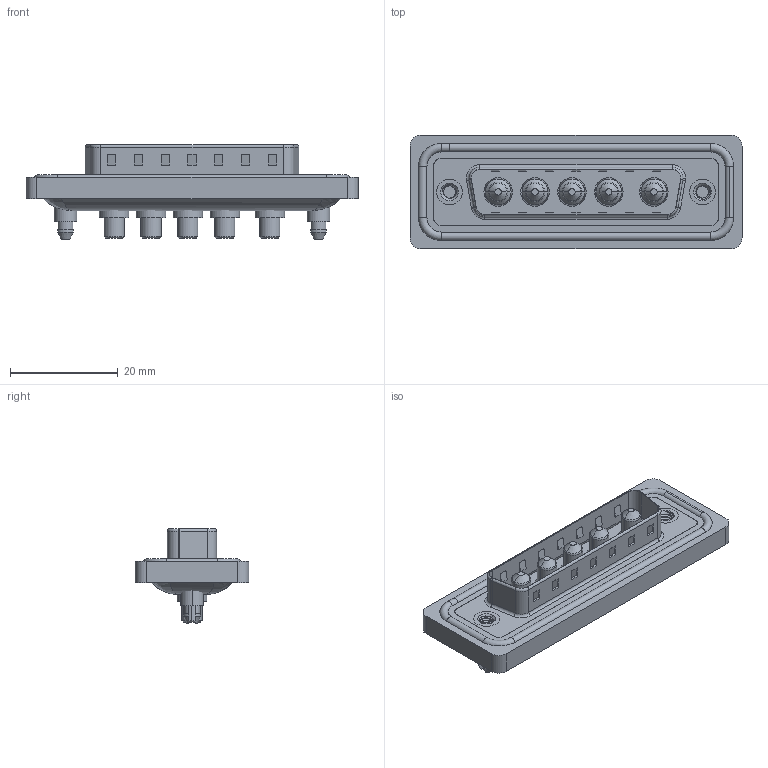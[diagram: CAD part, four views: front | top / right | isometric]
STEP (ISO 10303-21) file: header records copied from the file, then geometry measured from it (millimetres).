
FILE_DESCRIPTION (( 'STEP AP203' ), '1' );
FILE_NAME ('627W5W5-624-4ND.STEP', '2024-03-19T19:37:23', ( '' ), ( '' ), 'SwSTEP 2.0', 'SolidWorks 2023', '' );
FILE_SCHEMA (( 'CONFIG_CONTROL_DESIGN' ));
Length unit declared in the file: millimetre
Products named in the file (8): 627Combo Threaded Boardlock_5; Power Pin_40A S; 627Combo Shell Front_25 Contacts; 627Combo Threaded Boardlock_D; 627Combo Waterproof Housing_25 Contacts; 627Combo Shell Rear_25 Contacts; 627W5W5-624-4ND; 627Combo Housing_5W5
Assembly tree (11 placements, depth 2):
  627W5W5-624-4ND
    627Combo Housing_5W5
    627Combo Waterproof Housing_25 Contacts
    627Combo Shell Rear_25 Contacts
    627Combo Shell Front_25 Contacts
    627Combo Threaded Boardlock_D
    Power Pin_40A S  x5
    627Combo Threaded Boardlock_5
Bounding box: 61.75 x 21.1 x 17.6 mm (x, y, z)
Volume: 7699.7 mm3; surface area: 12186.8 mm2
Topology: 17 solids, 17 shells, 736 faces, 1787 edges, 1117 vertices
Faces by surface type: cylinder 323, plane 275, torus 74, cone 48, bspline 16
Entity records: 22862 total; most frequent: CARTESIAN_POINT 7484, DIRECTION 3067, ORIENTED_EDGE 2994, EDGE_CURVE 1497, AXIS2_PLACEMENT_3D 1129, VERTEX_POINT 949, VECTOR 809, LINE 809
